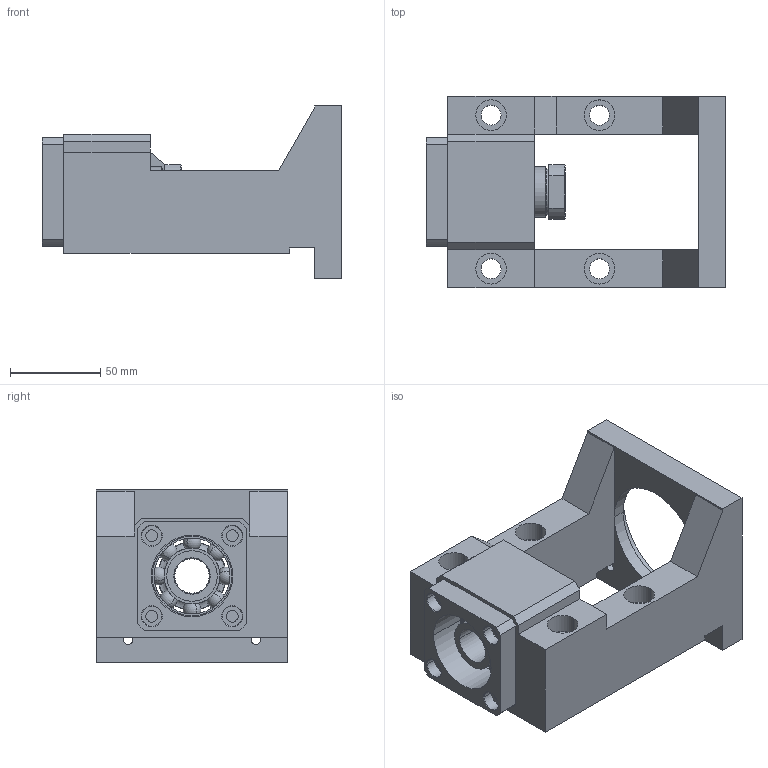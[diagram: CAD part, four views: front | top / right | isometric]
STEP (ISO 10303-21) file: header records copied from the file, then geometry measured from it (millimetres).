
FILE_DESCRIPTION(('CATIA V5 STEP Exchange'),'2;1');
FILE_NAME('TKZF20-90-XT01580069.stp','2019-10-24T15:55:33+00:00',('none'),('none'),'CATIA Version 5 Release 20 GA (IN-10)','CATIA V5 STEP AP203','none');
FILE_SCHEMA(('CONFIG_CONTROL_DESIGN'));
Length unit declared in the file: millimetre
Products named in the file (1): TKZF20-90-XT01580069_AllCATPart
Bounding box: 166 x 106 x 96 mm (x, y, z)
Volume: 546835.2 mm3; surface area: 114393.6 mm2
Topology: 18 solids, 21 shells, 265 faces, 633 edges, 370 vertices
Faces by surface type: cylinder 102, plane 79, sphere 32, torus 28, cone 24
Entity records: 6519 total; most frequent: ORIENTED_EDGE 1138, CARTESIAN_POINT 1131, DIRECTION 879, EDGE_CURVE 569, AXIS2_PLACEMENT_3D 484, VERTEX_POINT 370, CIRCLE 320, EDGE_LOOP 315
